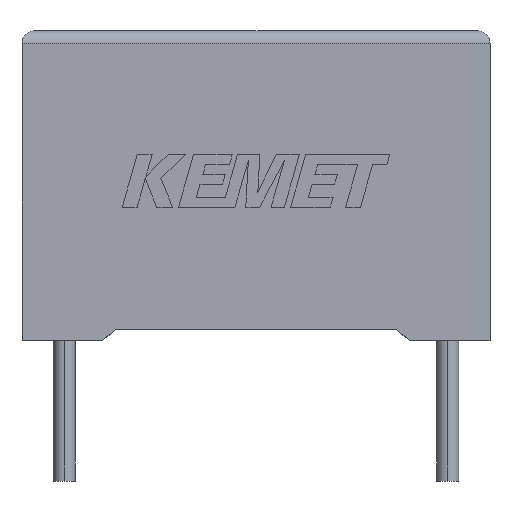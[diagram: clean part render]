
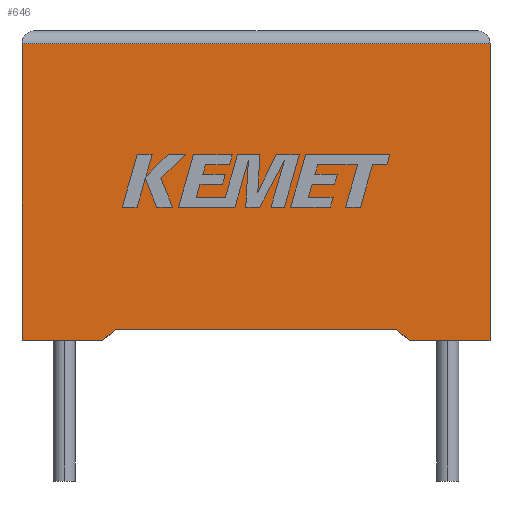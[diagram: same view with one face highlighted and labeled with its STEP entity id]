
A CAD part, top view. The second image highlights one B-rep face of the part: STEP entity #646.
In plain terms, the highlighted planar face has unit normal (0, 0, 1).
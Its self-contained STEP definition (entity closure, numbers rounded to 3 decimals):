
#78 = VECTOR ( 'NONE', #2027, 1000. ) ;
#134 = CARTESIAN_POINT ( 'NONE',  ( 9.15, 0.417, 6.2 ) ) ;
#152 = EDGE_CURVE ( 'NONE', #1678, #2516, #2022, .T. ) ;
#154 = DIRECTION ( 'NONE',  ( 1., 0., 0. ) ) ;
#264 = VERTEX_POINT ( 'NONE', #2125 ) ;
#358 = CARTESIAN_POINT ( 'NONE',  ( 15.15, 0., 6.2 ) ) ;
#378 = VECTOR ( 'NONE', #154, 1000. ) ;
#434 = VECTOR ( 'NONE', #825, 1000. ) ;
#539 = ORIENTED_EDGE ( 'NONE', *, *, #1559, .T. ) ;
#644 = CARTESIAN_POINT ( 'NONE',  ( 0., 0., 6.2 ) ) ;
#646 = ADVANCED_FACE ( 'NONE', ( #3027 ), #2315, .F. ) ;
#650 = CARTESIAN_POINT ( 'NONE',  ( 0., 0., 6.2 ) ) ;
#651 = CARTESIAN_POINT ( 'NONE',  ( 0., 0., 6.2 ) ) ;
#731 = CARTESIAN_POINT ( 'NONE',  ( 3.15, 0., 6.2 ) ) ;
#825 = DIRECTION ( 'NONE',  ( 0., 1., 0. ) ) ;
#837 = EDGE_LOOP ( 'NONE', ( #1599, #2638, #1875, #539, #1641, #2632, #1901, #2888 ) ) ;
#840 = CARTESIAN_POINT ( 'NONE',  ( 14.642, 0.417, 6.2 ) ) ;
#962 = EDGE_CURVE ( 'NONE', #1504, #1542, #1830, .T. ) ;
#1075 = DIRECTION ( 'NONE',  ( 1., 0., 0. ) ) ;
#1092 = DIRECTION ( 'NONE',  ( -1., 0., 0. ) ) ;
#1094 = DIRECTION ( 'NONE',  ( -0.773, -0.635, 0. ) ) ;
#1123 = VERTEX_POINT ( 'NONE', #2316 ) ;
#1197 = VERTEX_POINT ( 'NONE', #840 ) ;
#1288 = VERTEX_POINT ( 'NONE', #731 ) ;
#1309 = VECTOR ( 'NONE', #1094, 1000. ) ;
#1339 = LINE ( 'NONE', #2579, #1309 ) ;
#1504 = VERTEX_POINT ( 'NONE', #358 ) ;
#1510 = VECTOR ( 'NONE', #1605, 1000. ) ;
#1526 = CARTESIAN_POINT ( 'NONE',  ( 18.3, 0., 6.2 ) ) ;
#1542 = VERTEX_POINT ( 'NONE', #3011 ) ;
#1544 = EDGE_CURVE ( 'NONE', #1197, #1123, #1770, .T. ) ;
#1559 = EDGE_CURVE ( 'NONE', #264, #1288, #2311, .T. ) ;
#1599 = ORIENTED_EDGE ( 'NONE', *, *, #2575, .T. ) ;
#1605 = DIRECTION ( 'NONE',  ( 0., -1., 0. ) ) ;
#1641 = ORIENTED_EDGE ( 'NONE', *, *, #2709, .F. ) ;
#1658 = AXIS2_PLACEMENT_3D ( 'NONE', #2568, #2276, #1092 ) ;
#1678 = VERTEX_POINT ( 'NONE', #1891 ) ;
#1742 = LINE ( 'NONE', #2043, #2120 ) ;
#1770 = LINE ( 'NONE', #134, #78 ) ;
#1796 = CARTESIAN_POINT ( 'NONE',  ( 0., 11.6, 6.2 ) ) ;
#1830 = LINE ( 'NONE', #650, #1955 ) ;
#1875 = ORIENTED_EDGE ( 'NONE', *, *, #2330, .T. ) ;
#1891 = CARTESIAN_POINT ( 'NONE',  ( 18.3, 11.6, 6.2 ) ) ;
#1901 = ORIENTED_EDGE ( 'NONE', *, *, #2544, .T. ) ;
#1955 = VECTOR ( 'NONE', #1075, 1000. ) ;
#2022 = LINE ( 'NONE', #1796, #2990 ) ;
#2027 = DIRECTION ( 'NONE',  ( -1., 0., 0. ) ) ;
#2043 = CARTESIAN_POINT ( 'NONE',  ( 15.15, 0., 6.2 ) ) ;
#2120 = VECTOR ( 'NONE', #2985, 1000. ) ;
#2122 = LINE ( 'NONE', #644, #1510 ) ;
#2125 = CARTESIAN_POINT ( 'NONE',  ( 0., 0., 6.2 ) ) ;
#2226 = LINE ( 'NONE', #1526, #434 ) ;
#2276 = DIRECTION ( 'NONE',  ( 0., 0., -1. ) ) ;
#2311 = LINE ( 'NONE', #651, #378 ) ;
#2315 = PLANE ( 'NONE',  #1658 ) ;
#2316 = CARTESIAN_POINT ( 'NONE',  ( 3.658, 0.417, 6.2 ) ) ;
#2330 = EDGE_CURVE ( 'NONE', #2516, #264, #2122, .T. ) ;
#2516 = VERTEX_POINT ( 'NONE', #2874 ) ;
#2544 = EDGE_CURVE ( 'NONE', #1197, #1504, #1742, .T. ) ;
#2568 = CARTESIAN_POINT ( 'NONE',  ( 0., 0., 6.2 ) ) ;
#2575 = EDGE_CURVE ( 'NONE', #1542, #1678, #2226, .T. ) ;
#2579 = CARTESIAN_POINT ( 'NONE',  ( 3.15, 0., 6.2 ) ) ;
#2632 = ORIENTED_EDGE ( 'NONE', *, *, #1544, .F. ) ;
#2638 = ORIENTED_EDGE ( 'NONE', *, *, #152, .T. ) ;
#2709 = EDGE_CURVE ( 'NONE', #1123, #1288, #1339, .T. ) ;
#2741 = DIRECTION ( 'NONE',  ( -1., 0., 0. ) ) ;
#2874 = CARTESIAN_POINT ( 'NONE',  ( 0., 11.6, 6.2 ) ) ;
#2888 = ORIENTED_EDGE ( 'NONE', *, *, #962, .T. ) ;
#2985 = DIRECTION ( 'NONE',  ( 0.773, -0.635, 0. ) ) ;
#2990 = VECTOR ( 'NONE', #2741, 1000. ) ;
#3011 = CARTESIAN_POINT ( 'NONE',  ( 18.3, 0., 6.2 ) ) ;
#3027 = FACE_OUTER_BOUND ( 'NONE', #837, .T. ) ;
